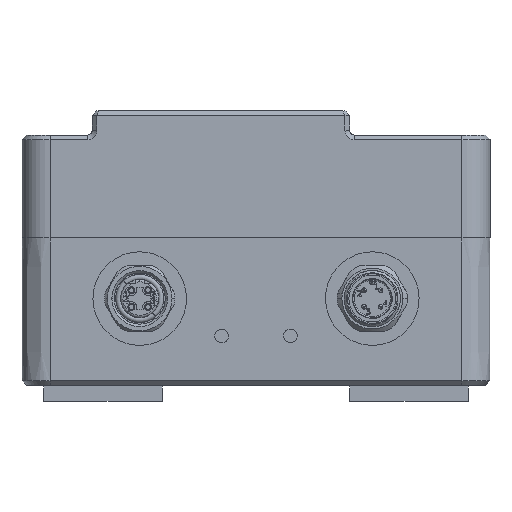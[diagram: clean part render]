
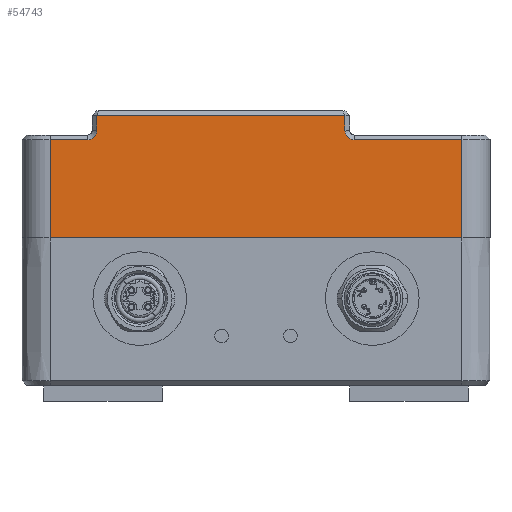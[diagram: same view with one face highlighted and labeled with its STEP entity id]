
A CAD part, left-side view. The second image highlights one B-rep face of the part: STEP entity #54743.
In plain terms, the highlighted planar face has unit normal (-1, 0, 0).
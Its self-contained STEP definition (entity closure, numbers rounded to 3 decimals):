
#52823=CARTESIAN_POINT('Vertex',(-60.,84.,27.7)) ;
#52826=CARTESIAN_POINT('Line Origine',(-60.,50.,27.7)) ;
#52830=CARTESIAN_POINT('Vertex',(-60.,31.,27.7)) ;
#54281=CARTESIAN_POINT('Vertex',(-60.,94.,22.5)) ;
#54305=CARTESIAN_POINT('Vertex',(-60.,84.,24.5)) ;
#54308=CARTESIAN_POINT('Line Origine',(-60.,84.,15.1)) ;
#54329=CARTESIAN_POINT('Vertex',(-60.,86.,22.5)) ;
#54332=CARTESIAN_POINT('Axis2P3D Location',(-60.,86.,24.5)) ;
#54349=CARTESIAN_POINT('Line Origine',(-60.,50.,22.5)) ;
#54370=CARTESIAN_POINT('Vertex',(-60.,6.,22.5)) ;
#54377=CARTESIAN_POINT('Vertex',(-60.,29.,22.5)) ;
#54380=CARTESIAN_POINT('Line Origine',(-60.,50.,22.5)) ;
#54401=CARTESIAN_POINT('Vertex',(-60.,31.,24.5)) ;
#54404=CARTESIAN_POINT('Axis2P3D Location',(-60.,29.,24.5)) ;
#54421=CARTESIAN_POINT('Line Origine',(-60.,31.,15.1)) ;
#54699=CARTESIAN_POINT('Vertex',(-60.,94.,1.5)) ;
#54702=CARTESIAN_POINT('Line Origine',(-60.,94.,13.11)) ;
#54714=CARTESIAN_POINT('Axis2P3D Location',(-60.,6.,1.5)) ;
#54719=CARTESIAN_POINT('Line Origine',(-60.,50.,1.5)) ;
#54723=CARTESIAN_POINT('Vertex',(-60.,6.,1.5)) ;
#54726=CARTESIAN_POINT('Line Origine',(-60.,6.,12.)) ;
#52827=DIRECTION('Vector Direction',(0.,1.,0.)) ;
#54309=DIRECTION('Vector Direction',(0.,0.,-1.)) ;
#54333=DIRECTION('Axis2P3D Direction',(1.,0.,0.)) ;
#54350=DIRECTION('Vector Direction',(0.,-1.,0.)) ;
#54381=DIRECTION('Vector Direction',(0.,-1.,0.)) ;
#54405=DIRECTION('Axis2P3D Direction',(1.,0.,0.)) ;
#54422=DIRECTION('Vector Direction',(0.,0.,1.)) ;
#54703=DIRECTION('Vector Direction',(0.,0.,-1.)) ;
#54715=DIRECTION('Axis2P3D Direction',(1.,0.,0.)) ;
#54716=DIRECTION('Axis2P3D XDirection',(0.,1.,0.)) ;
#54720=DIRECTION('Vector Direction',(0.,1.,0.)) ;
#54727=DIRECTION('Vector Direction',(0.,0.,1.)) ;
#54334=AXIS2_PLACEMENT_3D('Circle Axis2P3D',#54332,#54333,$) ;
#54406=AXIS2_PLACEMENT_3D('Circle Axis2P3D',#54404,#54405,$) ;
#54717=AXIS2_PLACEMENT_3D('Plane Axis2P3D',#54714,#54715,#54716) ;
#54732=ORIENTED_EDGE('',*,*,#52832,.F.) ;
#54733=ORIENTED_EDGE('',*,*,#54312,.T.) ;
#54734=ORIENTED_EDGE('',*,*,#54336,.T.) ;
#54735=ORIENTED_EDGE('',*,*,#54353,.T.) ;
#54736=ORIENTED_EDGE('',*,*,#54706,.F.) ;
#54737=ORIENTED_EDGE('',*,*,#54725,.F.) ;
#54738=ORIENTED_EDGE('',*,*,#54730,.T.) ;
#54739=ORIENTED_EDGE('',*,*,#54384,.T.) ;
#54740=ORIENTED_EDGE('',*,*,#54408,.T.) ;
#54741=ORIENTED_EDGE('',*,*,#54425,.T.) ;
#52828=VECTOR('Line Direction',#52827,1.) ;
#54310=VECTOR('Line Direction',#54309,1.) ;
#54351=VECTOR('Line Direction',#54350,1.) ;
#54382=VECTOR('Line Direction',#54381,1.) ;
#54423=VECTOR('Line Direction',#54422,1.) ;
#54704=VECTOR('Line Direction',#54703,1.) ;
#54721=VECTOR('Line Direction',#54720,1.) ;
#54728=VECTOR('Line Direction',#54727,1.) ;
#54743=ADVANCED_FACE('Zungendeckel\\Teil1.7\\Hauptk\X2\00F6\X0\rper',(#54742),#54718,.F.) ;
#54335=CIRCLE('generated circle',#54334,2.) ;
#54407=CIRCLE('generated circle',#54406,2.) ;
#52832=EDGE_CURVE('',#52824,#52831,#52829,.F.) ;
#54312=EDGE_CURVE('',#52824,#54306,#54311,.T.) ;
#54336=EDGE_CURVE('',#54306,#54330,#54335,.T.) ;
#54353=EDGE_CURVE('',#54330,#54282,#54352,.F.) ;
#54384=EDGE_CURVE('',#54371,#54378,#54383,.F.) ;
#54408=EDGE_CURVE('',#54378,#54402,#54407,.T.) ;
#54425=EDGE_CURVE('',#54402,#52831,#54424,.T.) ;
#54706=EDGE_CURVE('',#54700,#54282,#54705,.F.) ;
#54725=EDGE_CURVE('',#54724,#54700,#54722,.T.) ;
#54730=EDGE_CURVE('',#54724,#54371,#54729,.T.) ;
#54731=EDGE_LOOP('',(#54732,#54733,#54734,#54735,#54736,#54737,#54738,#54739,#54740,#54741)) ;
#54742=FACE_OUTER_BOUND('',#54731,.T.) ;
#52829=LINE('Line',#52826,#52828) ;
#54311=LINE('Line',#54308,#54310) ;
#54352=LINE('Line',#54349,#54351) ;
#54383=LINE('Line',#54380,#54382) ;
#54424=LINE('Line',#54421,#54423) ;
#54705=LINE('Line',#54702,#54704) ;
#54722=LINE('Line',#54719,#54721) ;
#54729=LINE('Line',#54726,#54728) ;
#54718=PLANE('Plane',#54717) ;
#52824=VERTEX_POINT('',#52823) ;
#52831=VERTEX_POINT('',#52830) ;
#54282=VERTEX_POINT('',#54281) ;
#54306=VERTEX_POINT('',#54305) ;
#54330=VERTEX_POINT('',#54329) ;
#54371=VERTEX_POINT('',#54370) ;
#54378=VERTEX_POINT('',#54377) ;
#54402=VERTEX_POINT('',#54401) ;
#54700=VERTEX_POINT('',#54699) ;
#54724=VERTEX_POINT('',#54723) ;
